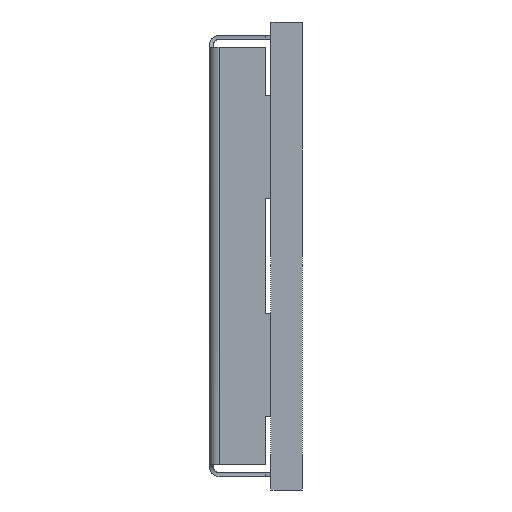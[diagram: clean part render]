
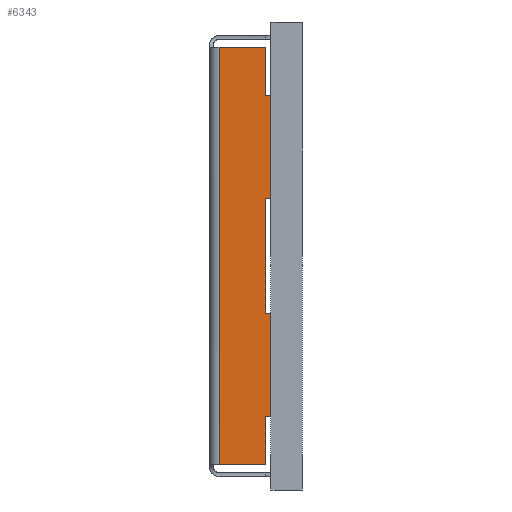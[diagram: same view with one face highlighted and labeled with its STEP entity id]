
A CAD part, left-side view. The second image highlights one B-rep face of the part: STEP entity #6343.
In plain terms, the highlighted planar face has unit normal (-1, 0, 0).
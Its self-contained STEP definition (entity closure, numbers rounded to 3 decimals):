
#549=FACE_OUTER_BOUND('',#899,.T.);
#899=EDGE_LOOP('',(#5673,#5674,#5675,#5676,#5677,#5678,#5679,#5680,#5681,
#5682,#5683,#5684));
#1612=LINE('',#10031,#2408);
#1626=LINE('',#10090,#2422);
#1629=LINE('',#10096,#2425);
#1637=LINE('',#10117,#2433);
#1643=LINE('',#10132,#2439);
#1650=LINE('',#10147,#2446);
#1654=LINE('',#10154,#2450);
#1656=LINE('',#10159,#2452);
#1681=LINE('',#10264,#2477);
#1682=LINE('',#10266,#2478);
#1685=LINE('',#10361,#2481);
#1697=LINE('',#10414,#2493);
#2408=VECTOR('',#8224,10.);
#2422=VECTOR('',#8250,10.);
#2425=VECTOR('',#8255,10.);
#2433=VECTOR('',#8273,10.);
#2439=VECTOR('',#8285,10.);
#2446=VECTOR('',#8296,10.);
#2450=VECTOR('',#8302,10.);
#2452=VECTOR('',#8306,10.);
#2477=VECTOR('',#8349,10.);
#2478=VECTOR('',#8352,10.);
#2481=VECTOR('',#8359,10.);
#2493=VECTOR('',#8393,10.);
#3013=VERTEX_POINT('',#10015);
#3014=VERTEX_POINT('',#10030);
#3024=VERTEX_POINT('',#10087);
#3025=VERTEX_POINT('',#10089);
#3027=VERTEX_POINT('',#10095);
#3035=VERTEX_POINT('',#10116);
#3041=VERTEX_POINT('',#10131);
#3046=VERTEX_POINT('',#10144);
#3047=VERTEX_POINT('',#10146);
#3049=VERTEX_POINT('',#10152);
#3051=VERTEX_POINT('',#10158);
#3072=VERTEX_POINT('',#10360);
#3842=EDGE_CURVE('',#3014,#3013,#1612,.T.);
#3859=EDGE_CURVE('',#3025,#3024,#1626,.T.);
#3862=EDGE_CURVE('',#3027,#3025,#1629,.T.);
#3872=EDGE_CURVE('',#3035,#3014,#1637,.T.);
#3879=EDGE_CURVE('',#3041,#3035,#1643,.T.);
#3886=EDGE_CURVE('',#3047,#3046,#1650,.T.);
#3890=EDGE_CURVE('',#3046,#3049,#1654,.T.);
#3892=EDGE_CURVE('',#3051,#3047,#1656,.T.);
#3921=EDGE_CURVE('',#3041,#3049,#1681,.T.);
#3922=EDGE_CURVE('',#3051,#3024,#1682,.T.);
#3931=EDGE_CURVE('',#3072,#3027,#1685,.T.);
#3945=EDGE_CURVE('',#3072,#3013,#1697,.T.);
#5673=ORIENTED_EDGE('',*,*,#3859,.T.);
#5674=ORIENTED_EDGE('',*,*,#3922,.F.);
#5675=ORIENTED_EDGE('',*,*,#3892,.T.);
#5676=ORIENTED_EDGE('',*,*,#3886,.T.);
#5677=ORIENTED_EDGE('',*,*,#3890,.T.);
#5678=ORIENTED_EDGE('',*,*,#3921,.F.);
#5679=ORIENTED_EDGE('',*,*,#3879,.T.);
#5680=ORIENTED_EDGE('',*,*,#3872,.T.);
#5681=ORIENTED_EDGE('',*,*,#3842,.T.);
#5682=ORIENTED_EDGE('',*,*,#3945,.F.);
#5683=ORIENTED_EDGE('',*,*,#3931,.T.);
#5684=ORIENTED_EDGE('',*,*,#3862,.T.);
#5997=PLANE('',#6779);
#6343=ADVANCED_FACE('',(#549),#5997,.T.);
#6779=AXIS2_PLACEMENT_3D('',#10417,#8397,#8398);
#8224=DIRECTION('',(0.,1.,0.));
#8250=DIRECTION('',(0.,-1.,0.));
#8255=DIRECTION('',(0.,0.,1.));
#8273=DIRECTION('',(0.,0.,1.));
#8285=DIRECTION('',(0.,1.,0.));
#8296=DIRECTION('',(0.,0.,1.));
#8302=DIRECTION('',(0.,-1.,0.));
#8306=DIRECTION('',(0.,1.,0.));
#8349=DIRECTION('',(0.,0.,-1.));
#8352=DIRECTION('',(0.,0.,-1.));
#8359=DIRECTION('',(0.,-1.,0.));
#8393=DIRECTION('',(0.,0.,1.));
#8397=DIRECTION('center_axis',(-1.,0.,0.));
#8398=DIRECTION('ref_axis',(0.,0.,1.));
#10015=CARTESIAN_POINT('',(-7.5,2.17,5.438));
#10030=CARTESIAN_POINT('',(-7.5,0.97,5.438));
#10031=CARTESIAN_POINT('',(-7.5,2.42,5.438));
#10087=CARTESIAN_POINT('',(-7.5,0.82,-4.188));
#10089=CARTESIAN_POINT('',(-7.5,0.97,-4.188));
#10090=CARTESIAN_POINT('',(-7.5,0.895,-4.188));
#10095=CARTESIAN_POINT('',(-7.5,0.97,-5.438));
#10096=CARTESIAN_POINT('',(-7.5,0.97,-5.594));
#10116=CARTESIAN_POINT('',(-7.5,0.97,4.188));
#10117=CARTESIAN_POINT('',(-7.5,0.97,-0.781));
#10131=CARTESIAN_POINT('',(-7.5,0.82,4.188));
#10132=CARTESIAN_POINT('',(-7.5,0.82,4.188));
#10144=CARTESIAN_POINT('',(-7.5,0.97,1.5));
#10146=CARTESIAN_POINT('',(-7.5,0.97,-1.5));
#10147=CARTESIAN_POINT('',(-7.5,0.97,-3.625));
#10152=CARTESIAN_POINT('',(-7.5,0.82,1.5));
#10154=CARTESIAN_POINT('',(-7.5,0.895,1.5));
#10158=CARTESIAN_POINT('',(-7.5,0.82,-1.5));
#10159=CARTESIAN_POINT('',(-7.5,0.82,-1.5));
#10264=CARTESIAN_POINT('',(-7.5,0.82,5.75));
#10266=CARTESIAN_POINT('',(-7.5,0.82,5.75));
#10360=CARTESIAN_POINT('',(-7.5,2.17,-5.438));
#10361=CARTESIAN_POINT('',(-7.5,2.42,-5.438));
#10414=CARTESIAN_POINT('',(-7.5,2.17,-2.875));
#10417=CARTESIAN_POINT('Origin',(-7.5,0.82,-5.75));
